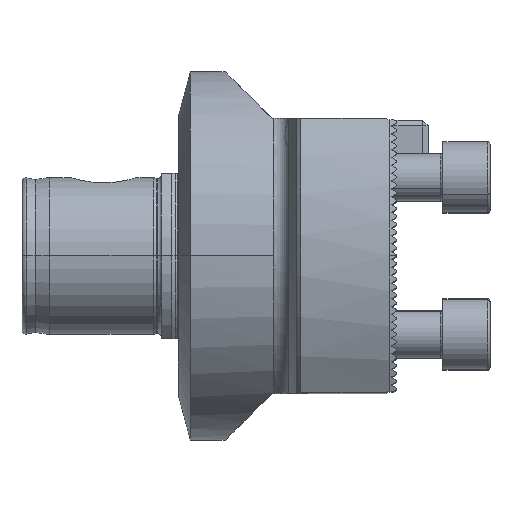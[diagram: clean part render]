
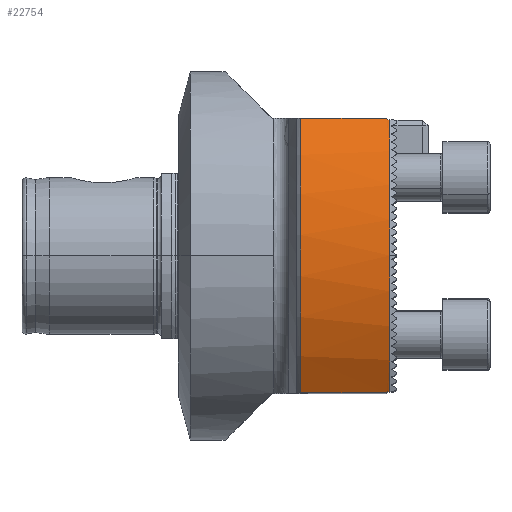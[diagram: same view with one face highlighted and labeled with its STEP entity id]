
A CAD part, top view. The second image highlights one B-rep face of the part: STEP entity #22754.
In plain terms, the highlighted cylindrical face has radius 65 mm (diameter 130 mm), a partial arc.
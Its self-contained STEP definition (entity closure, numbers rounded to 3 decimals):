
#86 = DIRECTION ( 'NONE',  ( 1., 0., 0. ) ) ;
#173 = CARTESIAN_POINT ( 'NONE',  ( 93.133, 34.767, 54.921 ) ) ;
#792 = CARTESIAN_POINT ( 'NONE',  ( 93.25, -34.65, 54.994 ) ) ;
#888 = DIRECTION ( 'NONE',  ( 1., 0., 0. ) ) ;
#1676 = CARTESIAN_POINT ( 'NONE',  ( 95.75, 35., 54.772 ) ) ;
#1768 = EDGE_LOOP ( 'NONE', ( #20103, #9503, #2837, #20806, #5552, #21267, #25577, #21555, #12417 ) ) ;
#2176 = DIRECTION ( 'NONE',  ( 1., 0., 0. ) ) ;
#2429 = CARTESIAN_POINT ( 'NONE',  ( 93.75, 0., 0. ) ) ;
#2837 = ORIENTED_EDGE ( 'NONE', *, *, #21951, .T. ) ;
#3835 = VERTEX_POINT ( 'NONE', #6764 ) ;
#3858 = VERTEX_POINT ( 'NONE', #22984 ) ;
#3859 = VERTEX_POINT ( 'NONE', #792 ) ;
#4040 = EDGE_CURVE ( 'NONE', #3858, #22445, #24989, .T. ) ;
#4101 = VECTOR ( 'NONE', #13778, 1000. ) ;
#4283 = CARTESIAN_POINT ( 'NONE',  ( 93.016, 34.884, 54.847 ) ) ;
#4473 = DIRECTION ( 'NONE',  ( 0., 0., -1. ) ) ;
#5332 = EDGE_CURVE ( 'NONE', #24322, #3859, #16053, .T. ) ;
#5467 = CARTESIAN_POINT ( 'NONE',  ( 92.9, -35., 54.772 ) ) ;
#5526 = EDGE_CURVE ( 'NONE', #3835, #24322, #12920, .T. ) ;
#5552 = ORIENTED_EDGE ( 'NONE', *, *, #25469, .T. ) ;
#6121 = AXIS2_PLACEMENT_3D ( 'NONE', #12219, #86, #14256 ) ;
#6764 = CARTESIAN_POINT ( 'NONE',  ( 93.75, 0., 65. ) ) ;
#6957 = DIRECTION ( 'NONE',  ( -1., 0., 0. ) ) ;
#8628 = FACE_OUTER_BOUND ( 'NONE', #1768, .T. ) ;
#8655 = CARTESIAN_POINT ( 'NONE',  ( 93.75, 34.65, 54.994 ) ) ;
#8703 = CARTESIAN_POINT ( 'NONE',  ( 71., 35., 54.772 ) ) ;
#8841 = VERTEX_POINT ( 'NONE', #12615 ) ;
#9157 = CIRCLE ( 'NONE', #21662, 65. ) ;
#9158 = VECTOR ( 'NONE', #18224, 1000. ) ;
#9503 = ORIENTED_EDGE ( 'NONE', *, *, #12263, .T. ) ;
#9532 = EDGE_CURVE ( 'NONE', #11454, #24303, #22947, .T. ) ;
#9653 = DIRECTION ( 'NONE',  ( -1., 0., 0. ) ) ;
#9805 = AXIS2_PLACEMENT_3D ( 'NONE', #2429, #16559, #4473 ) ;
#10717 = VECTOR ( 'NONE', #9653, 1000. ) ;
#11390 = CARTESIAN_POINT ( 'NONE',  ( 93.133, -34.767, 54.921 ) ) ;
#11454 = VERTEX_POINT ( 'NONE', #18210 ) ;
#11905 =( BOUNDED_CURVE ( )  B_SPLINE_CURVE ( 3, ( #25526, #11390, #17553, #5467 ),
 .UNSPECIFIED., .F., .T. ) 
 B_SPLINE_CURVE_WITH_KNOTS ( ( 4, 4 ),
 ( 2.133, 2.139 ),
 .UNSPECIFIED. ) 
 CURVE ( )  GEOMETRIC_REPRESENTATION_ITEM ( )  RATIONAL_B_SPLINE_CURVE ( ( 1., 1., 1., 1. ) ) 
 REPRESENTATION_ITEM ( '' )  );
#12219 = CARTESIAN_POINT ( 'NONE',  ( 93.75, 0., 0. ) ) ;
#12263 = EDGE_CURVE ( 'NONE', #14025, #8841, #25896, .T. ) ;
#12417 = ORIENTED_EDGE ( 'NONE', *, *, #5526, .F. ) ;
#12615 = CARTESIAN_POINT ( 'NONE',  ( 93.25, 34.65, 54.994 ) ) ;
#12700 =( BOUNDED_CURVE ( )  B_SPLINE_CURVE ( 3, ( #14332, #173, #4283, #18415 ),
 .UNSPECIFIED., .F., .T. ) 
 B_SPLINE_CURVE_WITH_KNOTS ( ( 4, 4 ),
 ( 2.133, 2.139 ),
 .UNSPECIFIED. ) 
 CURVE ( )  GEOMETRIC_REPRESENTATION_ITEM ( )  RATIONAL_B_SPLINE_CURVE ( ( 1., 1., 1., 1. ) ) 
 REPRESENTATION_ITEM ( '' )  );
#12920 = CIRCLE ( 'NONE', #9805, 65. ) ;
#13032 = CARTESIAN_POINT ( 'NONE',  ( 95.75, 0., 0. ) ) ;
#13035 = CARTESIAN_POINT ( 'NONE',  ( 71., -35., 54.772 ) ) ;
#13778 = DIRECTION ( 'NONE',  ( -1., 0., 0. ) ) ;
#13935 = EDGE_CURVE ( 'NONE', #14025, #3835, #24269, .T. ) ;
#14025 = VERTEX_POINT ( 'NONE', #8655 ) ;
#14256 = DIRECTION ( 'NONE',  ( 0., 0., -1. ) ) ;
#14290 = CARTESIAN_POINT ( 'NONE',  ( 71., 0., 0. ) ) ;
#14332 = CARTESIAN_POINT ( 'NONE',  ( 93.25, 34.65, 54.994 ) ) ;
#15621 = CARTESIAN_POINT ( 'NONE',  ( 95.75, -34.65, 54.994 ) ) ;
#16053 = LINE ( 'NONE', #15621, #10717 ) ;
#16314 = DIRECTION ( 'NONE',  ( 0., 0., -1. ) ) ;
#16559 = DIRECTION ( 'NONE',  ( 1., 0., 0. ) ) ;
#16813 = EDGE_CURVE ( 'NONE', #3859, #11454, #11905, .T. ) ;
#16941 = VECTOR ( 'NONE', #6957, 1000. ) ;
#16998 = CARTESIAN_POINT ( 'NONE',  ( 95.75, -35., 54.772 ) ) ;
#17075 = DIRECTION ( 'NONE',  ( 0., 0., -1. ) ) ;
#17553 = CARTESIAN_POINT ( 'NONE',  ( 93.016, -34.884, 54.847 ) ) ;
#17558 = AXIS2_PLACEMENT_3D ( 'NONE', #13032, #888, #17075 ) ;
#18210 = CARTESIAN_POINT ( 'NONE',  ( 92.9, -35., 54.772 ) ) ;
#18224 = DIRECTION ( 'NONE',  ( -1., 0., 0. ) ) ;
#18415 = CARTESIAN_POINT ( 'NONE',  ( 92.9, 35., 54.772 ) ) ;
#20103 = ORIENTED_EDGE ( 'NONE', *, *, #13935, .F. ) ;
#20177 = CARTESIAN_POINT ( 'NONE',  ( 95.75, 34.65, 54.994 ) ) ;
#20806 = ORIENTED_EDGE ( 'NONE', *, *, #4040, .T. ) ;
#21141 = CARTESIAN_POINT ( 'NONE',  ( 93.75, -34.65, 54.994 ) ) ;
#21267 = ORIENTED_EDGE ( 'NONE', *, *, #9532, .F. ) ;
#21555 = ORIENTED_EDGE ( 'NONE', *, *, #5332, .F. ) ;
#21662 = AXIS2_PLACEMENT_3D ( 'NONE', #14290, #2176, #16314 ) ;
#21951 = EDGE_CURVE ( 'NONE', #8841, #3858, #12700, .T. ) ;
#22445 = VERTEX_POINT ( 'NONE', #8703 ) ;
#22754 = ADVANCED_FACE ( 'NONE', ( #8628 ), #23450, .T. ) ;
#22947 = LINE ( 'NONE', #16998, #16941 ) ;
#22984 = CARTESIAN_POINT ( 'NONE',  ( 92.9, 35., 54.772 ) ) ;
#23450 = CYLINDRICAL_SURFACE ( 'NONE', #17558, 65. ) ;
#24269 = CIRCLE ( 'NONE', #6121, 65. ) ;
#24303 = VERTEX_POINT ( 'NONE', #13035 ) ;
#24322 = VERTEX_POINT ( 'NONE', #21141 ) ;
#24989 = LINE ( 'NONE', #1676, #4101 ) ;
#25469 = EDGE_CURVE ( 'NONE', #22445, #24303, #9157, .T. ) ;
#25526 = CARTESIAN_POINT ( 'NONE',  ( 93.25, -34.65, 54.994 ) ) ;
#25577 = ORIENTED_EDGE ( 'NONE', *, *, #16813, .F. ) ;
#25896 = LINE ( 'NONE', #20177, #9158 ) ;
